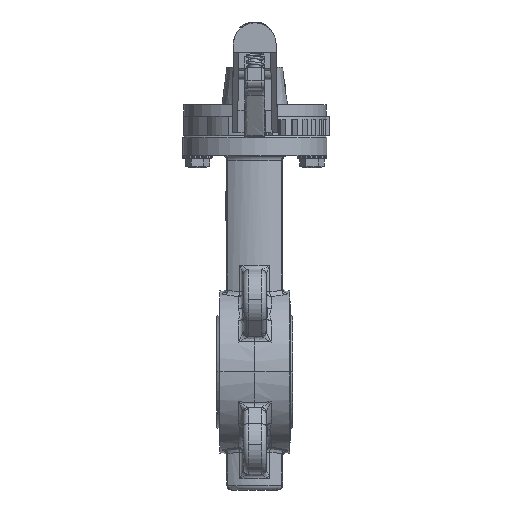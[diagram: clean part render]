
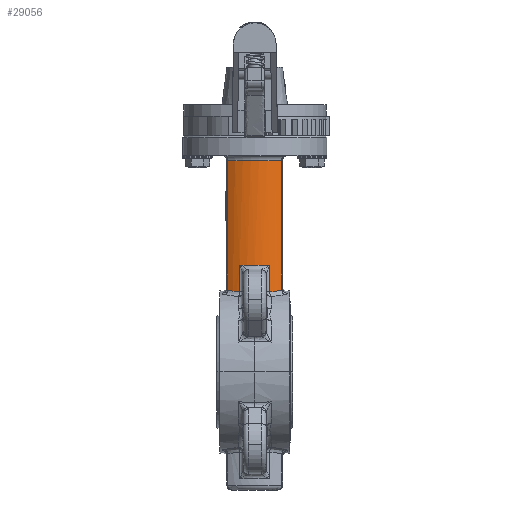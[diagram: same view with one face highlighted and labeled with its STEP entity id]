
A CAD part, left-side view. The second image highlights one B-rep face of the part: STEP entity #29056.
In plain terms, the highlighted cylindrical face has radius 31.4 mm (diameter 62.8 mm), a partial arc.
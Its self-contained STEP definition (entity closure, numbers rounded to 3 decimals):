
#28863=CARTESIAN_POINT('',(-13.799,16.526,49.968));
#28864=VERTEX_POINT('',#28863);
#28865=CARTESIAN_POINT('',(-13.799,16.526,129.));
#28866=VERTEX_POINT('',#28865);
#28867=CARTESIAN_POINT('',(-13.799,16.526,49.968));
#28868=DIRECTION('',(-0.,0.,1.));
#28869=VECTOR('',#28868,79.032);
#28870=LINE('',#28867,#28869);
#28871=EDGE_CURVE('NONE',#28864,#28866,#28870,.T.);
#28936=CARTESIAN_POINT('',(12.9,-0.,-500000.));
#28937=DIRECTION('',(-0.,0.,1.));
#28938=DIRECTION('',(0.,-1.,0.));
#28939=AXIS2_PLACEMENT_3D('',#28936,#28937,#28938);
#28940=CYLINDRICAL_SURFACE('',#28939,31.4);
#28941=CARTESIAN_POINT('',(-13.799,-16.526,49.968));
#28942=VERTEX_POINT('',#28941);
#28943=CARTESIAN_POINT('',(-13.799,-16.526,129.));
#28944=VERTEX_POINT('',#28943);
#28945=CARTESIAN_POINT('',(-13.799,-16.526,49.968));
#28946=DIRECTION('',(-0.,0.,1.));
#28947=VECTOR('',#28946,79.032);
#28948=LINE('',#28945,#28947);
#28949=EDGE_CURVE('NONE',#28942,#28944,#28948,.T.);
#28950=ORIENTED_EDGE('',*,*,#28949,.T.);
#28951=CARTESIAN_POINT('',(12.9,0.,129.));
#28952=DIRECTION('',(0.,-0.,-1.));
#28953=DIRECTION('',(0.,-1.,0.));
#28954=AXIS2_PLACEMENT_3D('',#28951,#28952,#28953);
#28955=CIRCLE('',#28954,31.4);
#28956=EDGE_CURVE('NONE',#28944,#28866,#28955,.T.);
#28957=ORIENTED_EDGE('',*,*,#28956,.T.);
#28958=ORIENTED_EDGE('',*,*,#28871,.F.);
#28959=CARTESIAN_POINT('',(-17.144,9.128,48.822));
#28960=VERTEX_POINT('',#28959);
#28961=CARTESIAN_POINT('',(-13.799,16.526,49.968));
#28962=CARTESIAN_POINT('',(-14.208,15.866,49.839));
#28963=CARTESIAN_POINT('',(-14.566,15.233,49.722));
#28964=CARTESIAN_POINT('',(-14.881,14.634,49.616));
#28965=CARTESIAN_POINT('',(-15.039,14.335,49.563));
#28966=CARTESIAN_POINT('',(-15.186,14.044,49.513));
#28967=CARTESIAN_POINT('',(-15.324,13.762,49.466));
#28968=CARTESIAN_POINT('',(-15.392,13.621,49.443));
#28969=CARTESIAN_POINT('',(-15.459,13.482,49.42));
#28970=CARTESIAN_POINT('',(-15.523,13.346,49.397));
#28971=CARTESIAN_POINT('',(-15.555,13.277,49.386));
#28972=CARTESIAN_POINT('',(-15.586,13.21,49.375));
#28973=CARTESIAN_POINT('',(-15.617,13.143,49.365));
#28974=CARTESIAN_POINT('',(-15.633,13.109,49.359));
#28975=CARTESIAN_POINT('',(-15.648,13.076,49.354));
#28976=CARTESIAN_POINT('',(-15.663,13.043,49.349));
#28977=CARTESIAN_POINT('',(-15.671,13.026,49.346));
#28978=CARTESIAN_POINT('',(-15.678,13.01,49.343));
#28979=CARTESIAN_POINT('',(-15.686,12.993,49.341));
#28980=CARTESIAN_POINT('',(-15.689,12.985,49.34));
#28981=CARTESIAN_POINT('',(-15.693,12.977,49.338));
#28982=CARTESIAN_POINT('',(-15.697,12.968,49.337));
#28983=CARTESIAN_POINT('',(-15.699,12.964,49.336));
#28984=CARTESIAN_POINT('',(-15.701,12.96,49.336));
#28985=CARTESIAN_POINT('',(-15.702,12.956,49.335));
#28986=CARTESIAN_POINT('',(-15.704,12.952,49.334));
#28987=CARTESIAN_POINT('',(-15.706,12.949,49.334));
#28988=CARTESIAN_POINT('',(-15.708,12.944,49.333));
#28989=CARTESIAN_POINT('',(-16.307,11.621,49.124));
#28990=CARTESIAN_POINT('',(-16.775,10.341,48.954));
#28991=CARTESIAN_POINT('',(-17.144,9.128,48.822));
#28992=B_SPLINE_CURVE_WITH_KNOTS('',3,(#28961,#28962,#28963,#28964,#28965,#28966,#28967,#28968,#28969,#28970,#28971,#28972,#28973,#28974,#28975,#28976,#28977,#28978,#28979,#28980,#28981,#28982,#28983,#28984,#28985,#28986,
#28987,#28988,#28989,#28990,#28991),.UNSPECIFIED.,.F.,.F.,(4,3,3,3,3,3,3,3,3,3,4),(0.,0.25,0.375,0.438,0.469,0.484,0.492,0.496,0.498,0.5,1.),.UNSPECIFIED.);
#28993=EDGE_CURVE('NONE',#28864,#28960,#28992,.T.);
#28994=ORIENTED_EDGE('',*,*,#28993,.T.);
#28995=CARTESIAN_POINT('',(-17.144,9.128,65.194));
#28996=VERTEX_POINT('',#28995);
#28997=CARTESIAN_POINT('',(-17.144,9.128,48.822));
#28998=DIRECTION('',(-0.,0.,1.));
#28999=VECTOR('',#28998,16.372);
#29000=LINE('',#28997,#28999);
#29001=EDGE_CURVE('NONE',#28960,#28996,#29000,.T.);
#29002=ORIENTED_EDGE('',*,*,#29001,.T.);
#29003=CARTESIAN_POINT('',(-17.144,-9.128,65.194));
#29004=VERTEX_POINT('',#29003);
#29005=CARTESIAN_POINT('',(12.9,0.,65.194));
#29006=DIRECTION('',(-0.,0.,1.));
#29007=DIRECTION('',(0.,-1.,0.));
#29008=AXIS2_PLACEMENT_3D('',#29005,#29006,#29007);
#29009=CIRCLE('',#29008,31.4);
#29010=EDGE_CURVE('NONE',#28996,#29004,#29009,.T.);
#29011=ORIENTED_EDGE('',*,*,#29010,.T.);
#29012=CARTESIAN_POINT('',(-17.144,-9.128,48.822));
#29013=VERTEX_POINT('',#29012);
#29014=CARTESIAN_POINT('',(-17.144,-9.128,65.194));
#29015=DIRECTION('',(0.,-0.,-1.));
#29016=VECTOR('',#29015,16.372);
#29017=LINE('',#29014,#29016);
#29018=EDGE_CURVE('NONE',#29004,#29013,#29017,.T.);
#29019=ORIENTED_EDGE('',*,*,#29018,.T.);
#29020=CARTESIAN_POINT('',(-17.144,-9.128,48.822));
#29021=CARTESIAN_POINT('',(-16.96,-9.735,48.888));
#29022=CARTESIAN_POINT('',(-16.75,-10.358,48.964));
#29023=CARTESIAN_POINT('',(-16.512,-10.995,49.049));
#29024=CARTESIAN_POINT('',(-16.393,-11.313,49.091));
#29025=CARTESIAN_POINT('',(-16.267,-11.635,49.136));
#29026=CARTESIAN_POINT('',(-16.133,-11.96,49.184));
#29027=CARTESIAN_POINT('',(-16.066,-12.122,49.207));
#29028=CARTESIAN_POINT('',(-15.997,-12.286,49.232));
#29029=CARTESIAN_POINT('',(-15.926,-12.45,49.257));
#29030=CARTESIAN_POINT('',(-15.891,-12.532,49.269));
#29031=CARTESIAN_POINT('',(-15.855,-12.614,49.282));
#29032=CARTESIAN_POINT('',(-15.819,-12.696,49.294));
#29033=CARTESIAN_POINT('',(-15.801,-12.737,49.301));
#29034=CARTESIAN_POINT('',(-15.782,-12.779,49.307));
#29035=CARTESIAN_POINT('',(-15.764,-12.82,49.314));
#29036=CARTESIAN_POINT('',(-15.755,-12.84,49.317));
#29037=CARTESIAN_POINT('',(-15.745,-12.861,49.32));
#29038=CARTESIAN_POINT('',(-15.736,-12.882,49.323));
#29039=CARTESIAN_POINT('',(-15.731,-12.892,49.325));
#29040=CARTESIAN_POINT('',(-15.727,-12.902,49.327));
#29041=CARTESIAN_POINT('',(-15.722,-12.913,49.328));
#29042=CARTESIAN_POINT('',(-15.72,-12.918,49.329));
#29043=CARTESIAN_POINT('',(-15.717,-12.923,49.33));
#29044=CARTESIAN_POINT('',(-15.715,-12.928,49.331));
#29045=CARTESIAN_POINT('',(-15.713,-12.933,49.331));
#29046=CARTESIAN_POINT('',(-15.71,-12.94,49.332));
#29047=CARTESIAN_POINT('',(-15.708,-12.944,49.333));
#29048=CARTESIAN_POINT('',(-15.232,-13.996,49.499));
#29049=CARTESIAN_POINT('',(-14.616,-15.206,49.711));
#29050=CARTESIAN_POINT('',(-13.799,-16.526,49.968));
#29051=B_SPLINE_CURVE_WITH_KNOTS('',3,(#29020,#29021,#29022,#29023,#29024,#29025,#29026,#29027,#29028,#29029,#29030,#29031,#29032,#29033,#29034,#29035,#29036,#29037,#29038,#29039,#29040,#29041,#29042,#29043,#29044,#29045,
#29046,#29047,#29048,#29049,#29050),.UNSPECIFIED.,.F.,.F.,(4,3,3,3,3,3,3,3,3,3,4),(0.,0.25,0.375,0.438,0.469,0.484,0.492,0.496,0.498,0.5,1.),.UNSPECIFIED.);
#29052=EDGE_CURVE('NONE',#29013,#28942,#29051,.T.);
#29053=ORIENTED_EDGE('',*,*,#29052,.T.);
#29054=EDGE_LOOP('',(#28950,#28957,#28958,#28994,#29002,#29011,#29019,#29053));
#29055=FACE_BOUND('',#29054,.T.);
#29056=ADVANCED_FACE('NONE',(#29055),#28940,.T.);
